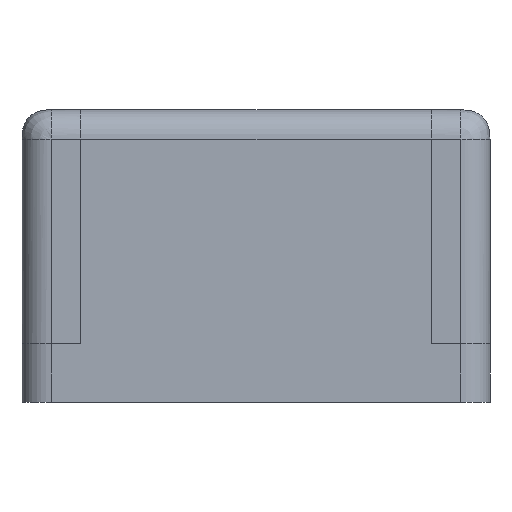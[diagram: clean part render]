
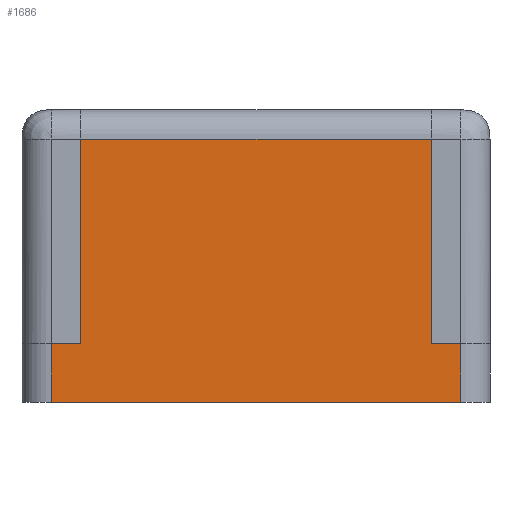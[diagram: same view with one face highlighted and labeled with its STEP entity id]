
A CAD part, left-side view. The second image highlights one B-rep face of the part: STEP entity #1686.
In plain terms, the highlighted planar face has unit normal (-1, 0, 0).
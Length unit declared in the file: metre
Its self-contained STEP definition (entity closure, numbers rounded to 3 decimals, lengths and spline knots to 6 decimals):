
#79=LINE('',#4082,#204);
#120=LINE('',#4172,#245);
#122=LINE('',#4175,#247);
#123=LINE('',#4179,#248);
#124=LINE('',#4181,#249);
#125=LINE('',#4183,#250);
#126=LINE('',#4184,#251);
#127=LINE('',#4186,#252);
#204=VECTOR('',#1955,1.);
#245=VECTOR('',#2006,1.);
#247=VECTOR('',#2008,1.);
#248=VECTOR('',#2013,1.);
#249=VECTOR('',#2014,1.);
#250=VECTOR('',#2015,1.);
#251=VECTOR('',#2016,1.);
#252=VECTOR('',#2017,1.);
#312=PLANE('',#1802);
#624=ORIENTED_EDGE('',*,*,#1055,.F.);
#625=ORIENTED_EDGE('',*,*,#1059,.T.);
#626=ORIENTED_EDGE('',*,*,#1060,.T.);
#627=ORIENTED_EDGE('',*,*,#1061,.T.);
#628=ORIENTED_EDGE('',*,*,#1057,.F.);
#629=ORIENTED_EDGE('',*,*,#1010,.F.);
#630=ORIENTED_EDGE('',*,*,#1062,.T.);
#631=ORIENTED_EDGE('',*,*,#1063,.T.);
#1010=EDGE_CURVE('',#1217,#1218,#79,.T.);
#1055=EDGE_CURVE('',#1261,#1262,#120,.T.);
#1057=EDGE_CURVE('',#1218,#1263,#122,.T.);
#1059=EDGE_CURVE('',#1261,#1264,#123,.F.);
#1060=EDGE_CURVE('',#1264,#1265,#124,.T.);
#1061=EDGE_CURVE('',#1265,#1263,#125,.T.);
#1062=EDGE_CURVE('',#1217,#1266,#126,.F.);
#1063=EDGE_CURVE('',#1266,#1262,#127,.T.);
#1217=VERTEX_POINT('',#4081);
#1218=VERTEX_POINT('',#4083);
#1261=VERTEX_POINT('',#4171);
#1262=VERTEX_POINT('',#4173);
#1263=VERTEX_POINT('',#4176);
#1264=VERTEX_POINT('',#4180);
#1265=VERTEX_POINT('',#4182);
#1266=VERTEX_POINT('',#4185);
#1438=EDGE_LOOP('',(#624,#625,#626,#627,#628,#629,#630,#631));
#1553=FACE_BOUND('',#1438,.T.);
#1686=ADVANCED_FACE('',(#1553),#312,.T.);
#1802=AXIS2_PLACEMENT_3D('',#4178,#2011,#2012);
#1955=DIRECTION('',(0.,0.,-1.));
#2006=DIRECTION('',(0.,-1.,0.));
#2008=DIRECTION('',(0.,-1.,0.));
#2011=DIRECTION('',(-1.,0.,0.));
#2012=DIRECTION('',(0.,0.,1.));
#2013=DIRECTION('',(0.,0.,1.));
#2014=DIRECTION('',(0.,-1.,0.));
#2015=DIRECTION('',(0.,0.,1.));
#2016=DIRECTION('',(0.,-1.,0.));
#2017=DIRECTION('',(0.,0.,-1.));
#4081=CARTESIAN_POINT('',(-0.046331,0.010416,0.0105));
#4082=CARTESIAN_POINT('',(-0.046331,0.010416,0.012));
#4083=CARTESIAN_POINT('',(-0.046331,0.010416,0.));
#4171=CARTESIAN_POINT('',(-0.046331,0.029916,0.));
#4172=CARTESIAN_POINT('',(-0.046331,0.029916,0.));
#4173=CARTESIAN_POINT('',(-0.046331,0.028416,0.));
#4175=CARTESIAN_POINT('',(-0.046331,0.029916,0.));
#4176=CARTESIAN_POINT('',(-0.046331,0.008916,0.));
#4178=CARTESIAN_POINT('',(-0.046331,0.029916,-0.003));
#4179=CARTESIAN_POINT('',(-0.046331,0.029916,-0.003));
#4180=CARTESIAN_POINT('',(-0.046331,0.029916,-0.003));
#4181=CARTESIAN_POINT('',(-0.046331,0.029916,-0.003));
#4182=CARTESIAN_POINT('',(-0.046331,0.008916,-0.003));
#4183=CARTESIAN_POINT('',(-0.046331,0.008916,-0.003));
#4184=CARTESIAN_POINT('',(-0.046331,0.029916,0.0105));
#4185=CARTESIAN_POINT('',(-0.046331,0.028416,0.0105));
#4186=CARTESIAN_POINT('',(-0.046331,0.028416,0.012));
